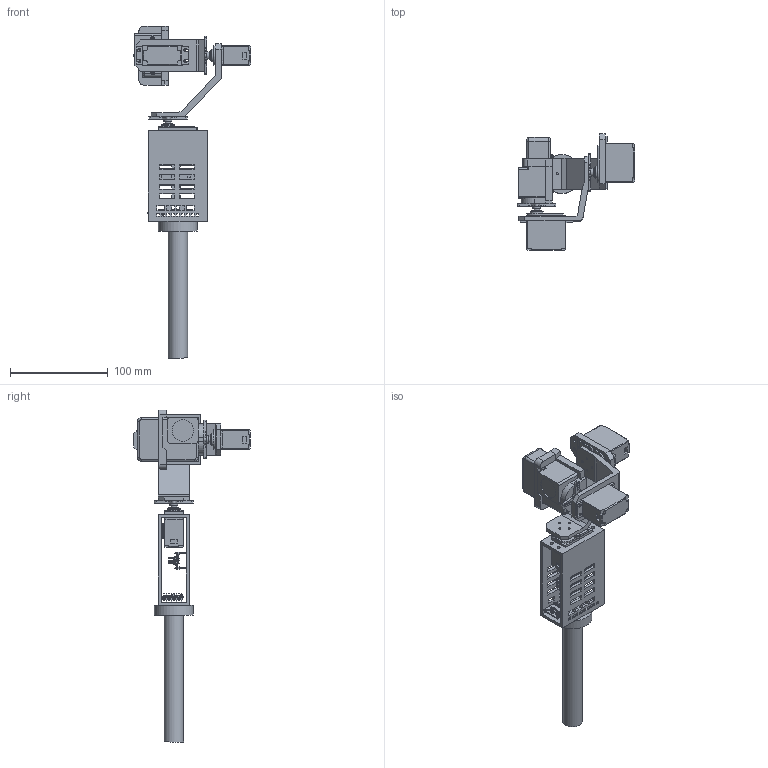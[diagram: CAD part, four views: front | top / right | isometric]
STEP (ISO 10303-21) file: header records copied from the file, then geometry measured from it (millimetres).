
FILE_DESCRIPTION(/* description */ (''),/* implementation_level */ '2;1');
FILE_NAME(/* name */ 'Dec6_Gimbal_3Danimation (v1~recovered).step',/* time_stamp */ '2018-12-06T21:46:49-05:00',/* author */ (''),/* organization */ (''),/* preprocessor_version */ 'ST-DEVELOPER v17.2',/* originating_system */ 'Autodesk Translation Framework v7.6.0.251',/* authorisation */ '');
FILE_SCHEMA (('AUTOMOTIVE_DESIGN { 1 0 10303 214 3 1 1 }'));
Products named in the file (86): Dec6_Gimbal_3Danimation; Part2; Part1; GoproMount; Holder; Gopro; Servo-1; Servo-2; Servo-3; Component10; Grip; Arduino Mini; User Library-Micro USB; pin_header_aw254-dg-g32d_6 Pin; pin_header_aw_109_16-t_15 Pin; pin_header_aw_109_16-t_15 Pin (1); Base; pin header; pin header (1); pin header (2); pin header (3); pin header (4); pin header (5); pin header (6); pin header (7); sensor chip; S2NH chip; Resistor small; Resistor small (1); Resistor small black; Resistor small black (1); Resistor small (2); Resistor small (3); Resistor small (4); Resistor small black (2); Resistor small (5); Small LED; Resistor small black (3); Resistor black; Base (1) ...
Assembly tree (85 placements, depth 2):
  Dec6_Gimbal_3Danimation
    Part2
    Part1
    GoproMount
    Holder
    Gopro
    Servo-1
    Servo-2
    Servo-3
    Component10
    Grip
    Arduino Mini
    User Library-Micro USB
    pin_header_aw254-dg-g32d_6 Pin
    pin_header_aw_109_16-t_15 Pin
    pin_header_aw_109_16-t_15 Pin (1)
    Base
    pin header
    pin header (1)
    pin header (2)
    pin header (3)
    pin header (4)
    pin header (5)
    pin header (6)
    pin header (7)
    sensor chip
    S2NH chip
    Resistor small
    Resistor small (1)
    Resistor small black
    Resistor small black (1)
    Resistor small (2)
    Resistor small (3)
    Resistor small (4)
    Resistor small black (2)
    Resistor small (5)
    Small LED
    Resistor small black (3)
    Resistor black
    Base (1)
    pin header (8)
    pin header (9)
    pin header (10)
    pin header (11)
    pin header (12)
    pin header (13)
    pin header (14)
    pin header (15)
    sensor chip (1)
    S2NH chip (1)
    Resistor small (6)
    Resistor small (7)
    Resistor small black (4)
    Resistor small black (5)
    Resistor small (8)
    Resistor small (9)
    Resistor small (10)
    Resistor small black (6)
    Resistor small (11)
    Small LED (1)
Bounding box: 120.05 x 119.33 x 339.92 mm (x, y, z)
Volume: 308769.6 mm3; surface area: 113630.5 mm2
Topology: 91 solids, 91 shells, 5621 faces, 14213 edges, 8709 vertices
Faces by surface type: plane 3723, cylinder 1350, sphere 221, bspline 180, torus 147
Full cylindrical faces by diameter (mm): 0.5 x3, 1.016 x24, 1.5 x48, 1.623 x4, 1.778 x4, 2 x3, 2.1 x12, 2.529 x8, 2.93 x2, 3 x9, 3.1 x8, 3.111 x6, 5.035 x1, 5.6 x3, 5.884 x1, 6 x3, 6.2 x3, 6.6 x3, 8 x3, 8.5 x3, 10 x3, 13 x3, 20 x1, 22 x1, 40 x1
Entity records: 175189 total; most frequent: CARTESIAN_POINT 32978, DIRECTION 28667, ORIENTED_EDGE 27992, EDGE_CURVE 13996, LINE 10291, VECTOR 10291, AXIS2_PLACEMENT_3D 9188, VERTEX_POINT 8709
